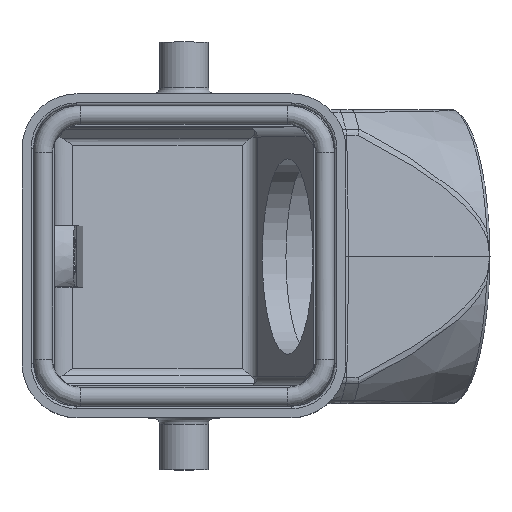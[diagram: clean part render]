
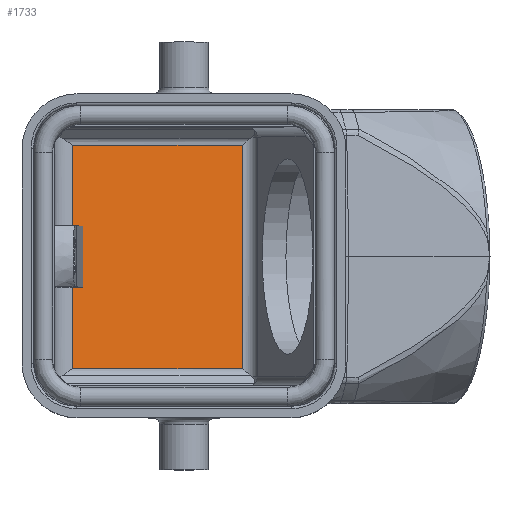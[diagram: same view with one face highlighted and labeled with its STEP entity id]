
A CAD part, top view. The second image highlights one B-rep face of the part: STEP entity #1733.
In plain terms, the highlighted planar face has unit normal (0.259, 0, 0.966).
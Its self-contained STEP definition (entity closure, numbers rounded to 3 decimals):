
#1555=PLANE('',#7216);
#1733=ADVANCED_FACE('',(#2108),#1555,.T.);
#2108=FACE_OUTER_BOUND('',#2428,.T.);
#2428=EDGE_LOOP('',(#3847,#3848,#3849,#3850,#3851,#3852,#3853,#3854));
#2821=LINE('',#9886,#3207);
#2822=LINE('',#9890,#3208);
#2832=LINE('',#10011,#3218);
#2833=LINE('',#10020,#3219);
#2835=LINE('',#10026,#3221);
#2836=LINE('',#10028,#3222);
#2837=LINE('',#10030,#3223);
#2838=LINE('',#10032,#3224);
#3207=VECTOR('',#7786,1.);
#3208=VECTOR('',#7791,1.);
#3218=VECTOR('',#7821,1.);
#3219=VECTOR('',#7824,1.);
#3221=VECTOR('',#7830,1.);
#3222=VECTOR('',#7833,1.);
#3223=VECTOR('',#7836,1.);
#3224=VECTOR('',#7837,1.);
#3847=ORIENTED_EDGE('',*,*,#5920,.T.);
#3848=ORIENTED_EDGE('',*,*,#5891,.T.);
#3849=ORIENTED_EDGE('',*,*,#5889,.T.);
#3850=ORIENTED_EDGE('',*,*,#5921,.T.);
#3851=ORIENTED_EDGE('',*,*,#5922,.T.);
#3852=ORIENTED_EDGE('',*,*,#5914,.T.);
#3853=ORIENTED_EDGE('',*,*,#5916,.T.);
#3854=ORIENTED_EDGE('',*,*,#5919,.T.);
#5347=VERTEX_POINT('',#9885);
#5348=VERTEX_POINT('',#9887);
#5349=VERTEX_POINT('',#9891);
#5360=VERTEX_POINT('',#10010);
#5361=VERTEX_POINT('',#10012);
#5362=VERTEX_POINT('',#10021);
#5363=VERTEX_POINT('',#10025);
#5364=VERTEX_POINT('',#10031);
#5889=EDGE_CURVE('',#5348,#5347,#2821,.T.);
#5891=EDGE_CURVE('',#5349,#5348,#2822,.T.);
#5914=EDGE_CURVE('',#5361,#5360,#2832,.T.);
#5916=EDGE_CURVE('',#5360,#5362,#2833,.T.);
#5919=EDGE_CURVE('',#5362,#5363,#2835,.T.);
#5920=EDGE_CURVE('',#5363,#5349,#2836,.T.);
#5921=EDGE_CURVE('',#5347,#5364,#2837,.T.);
#5922=EDGE_CURVE('',#5364,#5361,#2838,.T.);
#7216=AXIS2_PLACEMENT_3D('',#10033,#7838,#7839);
#7786=DIRECTION('',(0.,-1.,0.));
#7791=DIRECTION('',(-0.966,0.,0.259));
#7821=DIRECTION('',(-0.966,0.,0.259));
#7824=DIRECTION('',(0.,-1.,0.));
#7830=DIRECTION('',(0.966,0.,-0.259));
#7833=DIRECTION('',(0.,-1.,0.));
#7836=DIRECTION('',(0.966,0.,-0.259));
#7837=DIRECTION('',(0.,1.,0.));
#7838=DIRECTION('',(0.259,0.,0.966));
#7839=DIRECTION('',(0.966,0.,-0.259));
#9885=CARTESIAN_POINT('',(-9.118,-9.139,-31.236));
#9886=CARTESIAN_POINT('',(-9.118,-2.5,-31.236));
#9887=CARTESIAN_POINT('',(-9.118,-2.5,-31.236));
#9890=CARTESIAN_POINT('',(-8.28,-2.5,-31.46));
#9891=CARTESIAN_POINT('',(-8.28,-2.5,-31.46));
#10010=CARTESIAN_POINT('',(-9.118,9.139,-31.236));
#10011=CARTESIAN_POINT('',(4.768,9.139,-34.957));
#10012=CARTESIAN_POINT('',(4.768,9.139,-34.957));
#10020=CARTESIAN_POINT('',(-9.118,9.139,-31.236));
#10021=CARTESIAN_POINT('',(-9.118,2.5,-31.236));
#10025=CARTESIAN_POINT('',(-8.28,2.5,-31.46));
#10026=CARTESIAN_POINT('',(-9.118,2.5,-31.236));
#10028=CARTESIAN_POINT('',(-8.28,2.5,-31.46));
#10030=CARTESIAN_POINT('',(-9.118,-9.139,-31.236));
#10031=CARTESIAN_POINT('',(4.768,-9.139,-34.957));
#10032=CARTESIAN_POINT('',(4.768,-9.139,-34.957));
#10033=CARTESIAN_POINT('',(-9.494,-13.235,-31.135));
